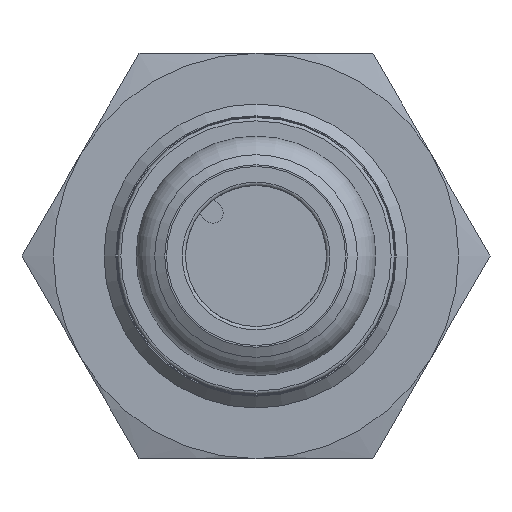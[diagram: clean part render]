
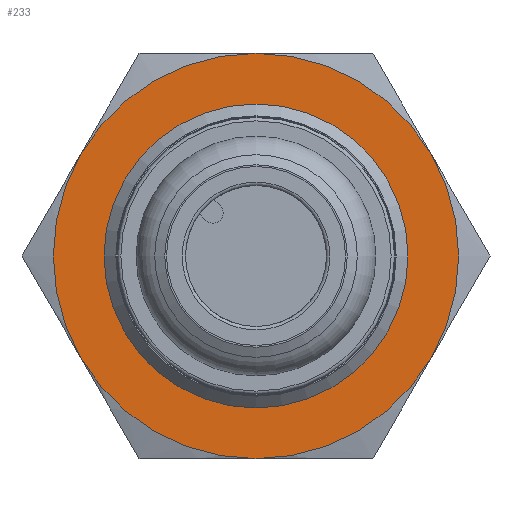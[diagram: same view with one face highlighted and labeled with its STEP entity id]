
A CAD part, left-side view. The second image highlights one B-rep face of the part: STEP entity #233.
In plain terms, the highlighted face is planar.
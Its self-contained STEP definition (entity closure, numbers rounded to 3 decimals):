
#233 = ADVANCED_FACE( '', ( #368, #369 ), #370, .T. );
#368 = FACE_OUTER_BOUND( '', #504, .T. );
#369 = FACE_BOUND( '', #505, .T. );
#370 = PLANE( '', #506 );
#504 = EDGE_LOOP( '', ( #820, #821, #822, #823, #824, #825 ) );
#505 = EDGE_LOOP( '', ( #826 ) );
#506 = AXIS2_PLACEMENT_3D( '', #827, #828, #829 );
#820 = ORIENTED_EDGE( '', *, *, #907, .T. );
#821 = ORIENTED_EDGE( '', *, *, #908, .T. );
#822 = ORIENTED_EDGE( '', *, *, #896, .T. );
#823 = ORIENTED_EDGE( '', *, *, #894, .T. );
#824 = ORIENTED_EDGE( '', *, *, #873, .T. );
#825 = ORIENTED_EDGE( '', *, *, #906, .T. );
#826 = ORIENTED_EDGE( '', *, *, #911, .F. );
#827 = CARTESIAN_POINT( '', ( 4., 9., 0. ) );
#828 = DIRECTION( '', ( 1., 0., 0. ) );
#829 = DIRECTION( '', ( 0., 0., -1. ) );
#873 = EDGE_CURVE( '', #981, #992, #994, .T. );
#894 = EDGE_CURVE( '', #1029, #981, #1031, .T. );
#896 = EDGE_CURVE( '', #996, #1029, #1033, .T. );
#906 = EDGE_CURVE( '', #992, #1008, #1045, .T. );
#907 = EDGE_CURVE( '', #1008, #1023, #1046, .T. );
#908 = EDGE_CURVE( '', #1023, #996, #1047, .T. );
#911 = EDGE_CURVE( '', #1052, #1052, #1053, .T. );
#981 = VERTEX_POINT( '', #1131 );
#992 = VERTEX_POINT( '', #1164 );
#994 = CIRCLE( '', #1171, 12. );
#996 = VERTEX_POINT( '', #1173 );
#1008 = VERTEX_POINT( '', #1207 );
#1023 = VERTEX_POINT( '', #1259 );
#1029 = VERTEX_POINT( '', #1285 );
#1031 = CIRCLE( '', #1292, 12. );
#1033 = CIRCLE( '', #1299, 12. );
#1045 = CIRCLE( '', #1321, 12. );
#1046 = CIRCLE( '', #1322, 12. );
#1047 = CIRCLE( '', #1323, 12. );
#1052 = VERTEX_POINT( '', #1328 );
#1053 = CIRCLE( '', #1329, 9. );
#1131 = CARTESIAN_POINT( '', ( 4., -10.392, 6. ) );
#1164 = CARTESIAN_POINT( '', ( 4., -10.392, -6. ) );
#1171 = AXIS2_PLACEMENT_3D( '', #1424, #1425, #1426 );
#1173 = CARTESIAN_POINT( '', ( 4., 10.392, 6. ) );
#1207 = CARTESIAN_POINT( '', ( 4., 0., -12. ) );
#1259 = CARTESIAN_POINT( '', ( 4., 10.392, -6. ) );
#1285 = CARTESIAN_POINT( '', ( 4., 0., 12. ) );
#1292 = AXIS2_PLACEMENT_3D( '', #1431, #1432, #1433 );
#1299 = AXIS2_PLACEMENT_3D( '', #1434, #1435, #1436 );
#1321 = AXIS2_PLACEMENT_3D( '', #1458, #1459, #1460 );
#1322 = AXIS2_PLACEMENT_3D( '', #1461, #1462, #1463 );
#1323 = AXIS2_PLACEMENT_3D( '', #1464, #1465, #1466 );
#1328 = CARTESIAN_POINT( '', ( 4., 0., -9. ) );
#1329 = AXIS2_PLACEMENT_3D( '', #1473, #1474, #1475 );
#1424 = CARTESIAN_POINT( '', ( 4., 0., 0. ) );
#1425 = DIRECTION( '', ( 1., 0., 0. ) );
#1426 = DIRECTION( '', ( 0., 0., -1. ) );
#1431 = CARTESIAN_POINT( '', ( 4., 0., 0. ) );
#1432 = DIRECTION( '', ( 1., 0., 0. ) );
#1433 = DIRECTION( '', ( 0., 0., -1. ) );
#1434 = CARTESIAN_POINT( '', ( 4., 0., 0. ) );
#1435 = DIRECTION( '', ( 1., 0., 0. ) );
#1436 = DIRECTION( '', ( 0., 0., -1. ) );
#1458 = CARTESIAN_POINT( '', ( 4., 0., 0. ) );
#1459 = DIRECTION( '', ( 1., 0., 0. ) );
#1460 = DIRECTION( '', ( 0., 0., -1. ) );
#1461 = CARTESIAN_POINT( '', ( 4., 0., 0. ) );
#1462 = DIRECTION( '', ( 1., 0., 0. ) );
#1463 = DIRECTION( '', ( 0., 0., -1. ) );
#1464 = CARTESIAN_POINT( '', ( 4., 0., 0. ) );
#1465 = DIRECTION( '', ( 1., 0., 0. ) );
#1466 = DIRECTION( '', ( 0., 0., -1. ) );
#1473 = CARTESIAN_POINT( '', ( 4., 0., 0. ) );
#1474 = DIRECTION( '', ( 1., 0., 0. ) );
#1475 = DIRECTION( '', ( 0., 0., -1. ) );
